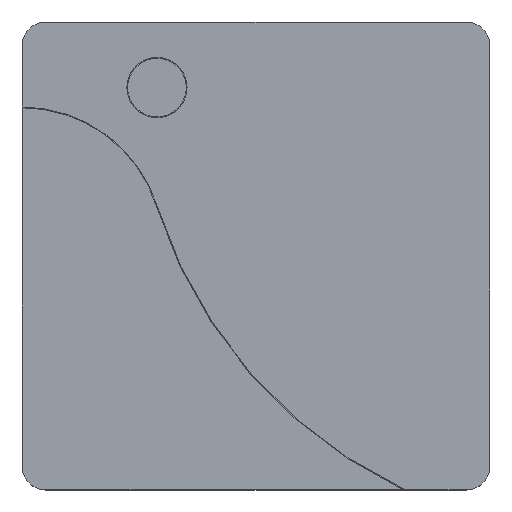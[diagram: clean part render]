
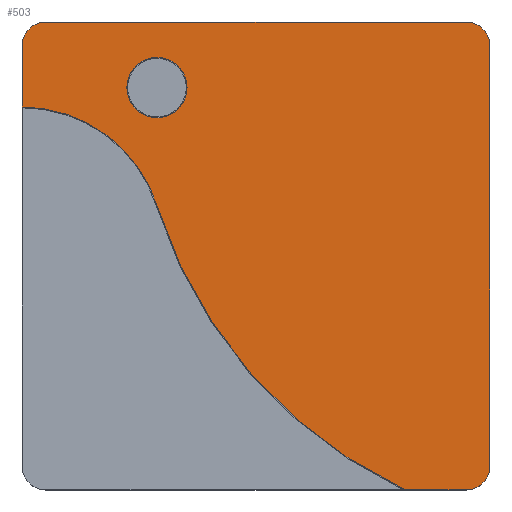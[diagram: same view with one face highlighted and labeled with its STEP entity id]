
A CAD part, top view. The second image highlights one B-rep face of the part: STEP entity #503.
In plain terms, the highlighted planar face has unit normal (0, 0, 1).
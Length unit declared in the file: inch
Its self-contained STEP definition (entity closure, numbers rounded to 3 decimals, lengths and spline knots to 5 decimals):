
#18=FACE_BOUND('',#80,.T.);
#25=PLANE('',#565);
#47=FACE_OUTER_BOUND('',#79,.T.);
#79=EDGE_LOOP('',(#357,#358,#359,#360,#361,#362,#363,#364,#365));
#80=EDGE_LOOP('',(#366));
#117=LINE('',#825,#153);
#118=LINE('',#827,#154);
#119=LINE('',#831,#155);
#120=LINE('',#835,#156);
#153=VECTOR('',#655,0.3937);
#154=VECTOR('',#656,0.3937);
#155=VECTOR('',#659,0.3937);
#156=VECTOR('',#662,0.3937);
#186=CIRCLE('',#557,0.076);
#189=CIRCLE('',#561,1.1808);
#191=CIRCLE('',#564,0.35795);
#192=CIRCLE('',#566,0.06);
#193=CIRCLE('',#567,0.06);
#194=CIRCLE('',#568,0.06);
#222=VERTEX_POINT('',#803);
#226=VERTEX_POINT('',#812);
#227=VERTEX_POINT('',#814);
#229=VERTEX_POINT('',#820);
#230=VERTEX_POINT('',#824);
#231=VERTEX_POINT('',#826);
#232=VERTEX_POINT('',#828);
#233=VERTEX_POINT('',#830);
#234=VERTEX_POINT('',#832);
#235=VERTEX_POINT('',#834);
#271=EDGE_CURVE('',#222,#222,#186,.T.);
#276=EDGE_CURVE('',#227,#226,#189,.T.);
#279=EDGE_CURVE('',#229,#227,#191,.T.);
#281=EDGE_CURVE('',#230,#229,#117,.T.);
#282=EDGE_CURVE('',#226,#231,#118,.T.);
#283=EDGE_CURVE('',#231,#232,#192,.T.);
#284=EDGE_CURVE('',#232,#233,#119,.T.);
#285=EDGE_CURVE('',#233,#234,#193,.T.);
#286=EDGE_CURVE('',#234,#235,#120,.T.);
#287=EDGE_CURVE('',#235,#230,#194,.T.);
#357=ORIENTED_EDGE('',*,*,#281,.T.);
#358=ORIENTED_EDGE('',*,*,#279,.T.);
#359=ORIENTED_EDGE('',*,*,#276,.T.);
#360=ORIENTED_EDGE('',*,*,#282,.T.);
#361=ORIENTED_EDGE('',*,*,#283,.T.);
#362=ORIENTED_EDGE('',*,*,#284,.T.);
#363=ORIENTED_EDGE('',*,*,#285,.T.);
#364=ORIENTED_EDGE('',*,*,#286,.T.);
#365=ORIENTED_EDGE('',*,*,#287,.T.);
#366=ORIENTED_EDGE('',*,*,#271,.T.);
#503=ADVANCED_FACE('',(#47,#18),#25,.T.);
#557=AXIS2_PLACEMENT_3D('',#804,#633,#634);
#561=AXIS2_PLACEMENT_3D('',#815,#643,#644);
#564=AXIS2_PLACEMENT_3D('',#821,#650,#651);
#565=AXIS2_PLACEMENT_3D('',#823,#653,#654);
#566=AXIS2_PLACEMENT_3D('',#829,#657,#658);
#567=AXIS2_PLACEMENT_3D('',#833,#660,#661);
#568=AXIS2_PLACEMENT_3D('',#836,#663,#664);
#633=DIRECTION('center_axis',(0.,0.,-1.));
#634=DIRECTION('ref_axis',(-1.,0.,0.));
#643=DIRECTION('center_axis',(0.,0.,1.));
#644=DIRECTION('ref_axis',(-0.954,-0.3,0.));
#650=DIRECTION('center_axis',(0.,0.,-1.));
#651=DIRECTION('ref_axis',(-0.954,-0.3,0.));
#653=DIRECTION('center_axis',(0.,0.,1.));
#654=DIRECTION('ref_axis',(1.,0.,0.));
#655=DIRECTION('',(0.,-1.,0.));
#656=DIRECTION('',(1.,0.,0.));
#657=DIRECTION('center_axis',(0.,0.,1.));
#658=DIRECTION('ref_axis',(0.,-1.,0.));
#659=DIRECTION('',(0.,1.,0.));
#660=DIRECTION('center_axis',(0.,0.,1.));
#661=DIRECTION('ref_axis',(1.,0.,0.));
#662=DIRECTION('',(-1.,0.,0.));
#663=DIRECTION('center_axis',(0.,0.,1.));
#664=DIRECTION('ref_axis',(0.,1.,0.));
#803=CARTESIAN_POINT('',(-0.174,0.425,0.09));
#804=CARTESIAN_POINT('Origin',(-0.25,0.425,0.09));
#812=CARTESIAN_POINT('',(0.37736,-0.59055,0.09));
#814=CARTESIAN_POINT('',(-0.24905,0.1253,0.09));
#815=CARTESIAN_POINT('Origin',(0.87751,0.47909,0.09));
#820=CARTESIAN_POINT('',(-0.59055,0.376,0.09));
#821=CARTESIAN_POINT('Origin',(-0.59055,0.01805,0.09));
#823=CARTESIAN_POINT('Origin',(0.,0.,0.09));
#824=CARTESIAN_POINT('',(-0.59055,0.53055,0.09));
#825=CARTESIAN_POINT('',(-0.59055,0.53055,0.09));
#826=CARTESIAN_POINT('',(0.53055,-0.59055,0.09));
#827=CARTESIAN_POINT('',(-0.53055,-0.59055,0.09));
#828=CARTESIAN_POINT('',(0.59055,-0.53055,0.09));
#829=CARTESIAN_POINT('Origin',(0.53055,-0.53055,0.09));
#830=CARTESIAN_POINT('',(0.59055,0.53055,0.09));
#831=CARTESIAN_POINT('',(0.59055,-0.53055,0.09));
#832=CARTESIAN_POINT('',(0.53055,0.59055,0.09));
#833=CARTESIAN_POINT('Origin',(0.53055,0.53055,0.09));
#834=CARTESIAN_POINT('',(-0.53055,0.59055,0.09));
#835=CARTESIAN_POINT('',(0.53055,0.59055,0.09));
#836=CARTESIAN_POINT('Origin',(-0.53055,0.53055,0.09));
